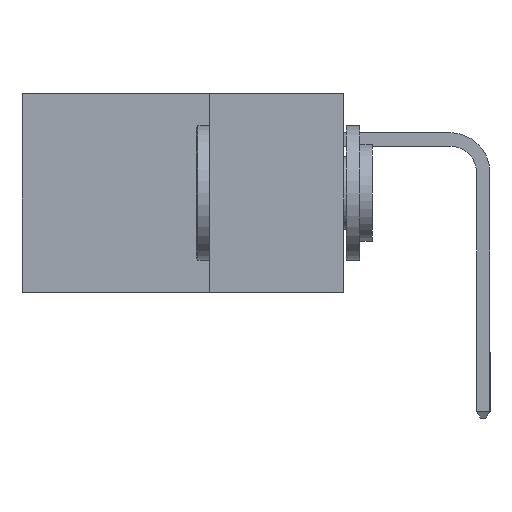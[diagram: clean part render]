
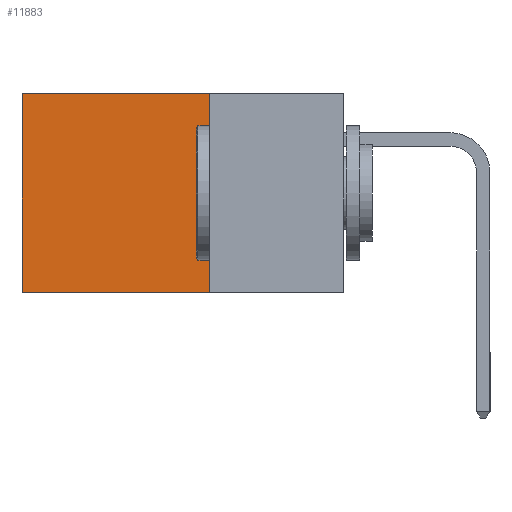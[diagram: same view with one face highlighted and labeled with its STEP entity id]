
A CAD part, left-side view. The second image highlights one B-rep face of the part: STEP entity #11883.
In plain terms, the highlighted planar face has unit normal (-1, 0, 0).
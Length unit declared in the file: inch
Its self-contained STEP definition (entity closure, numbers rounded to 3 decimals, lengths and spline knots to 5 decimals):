
#620 = CARTESIAN_POINT ( 'NONE',  ( 0.2615, 0.6, -0.37 ) ) ;
#1232 = DIRECTION ( 'NONE',  ( 0., 1., 0. ) ) ;
#1749 = VECTOR ( 'NONE', #10006, 39.37008 ) ;
#2175 = VECTOR ( 'NONE', #1232, 39.37008 ) ;
#2426 = VERTEX_POINT ( 'NONE', #4712 ) ;
#2804 = VERTEX_POINT ( 'NONE', #9359 ) ;
#2831 = DIRECTION ( 'NONE',  ( 0., 0., -1. ) ) ;
#2916 = VERTEX_POINT ( 'NONE', #11970 ) ;
#3064 = ORIENTED_EDGE ( 'NONE', *, *, #9824, .T. ) ;
#3323 = EDGE_CURVE ( 'NONE', #10565, #2804, #11680, .T. ) ;
#3603 = VECTOR ( 'NONE', #13390, 39.37008 ) ;
#3608 = LINE ( 'NONE', #11198, #1749 ) ;
#3881 = CARTESIAN_POINT ( 'NONE',  ( 0.2615, 0.25, -0.37 ) ) ;
#4712 = CARTESIAN_POINT ( 'NONE',  ( 0.2615, 0.25, 0. ) ) ;
#4851 = EDGE_CURVE ( 'NONE', #2916, #2804, #10901, .T. ) ;
#4912 = ORIENTED_EDGE ( 'NONE', *, *, #3323, .F. ) ;
#7349 = FACE_OUTER_BOUND ( 'NONE', #8703, .T. ) ;
#7351 = VECTOR ( 'NONE', #7867, 39.37008 ) ;
#7867 = DIRECTION ( 'NONE',  ( 0., 0., -1. ) ) ;
#8703 = EDGE_LOOP ( 'NONE', ( #9344, #4912, #13781, #3064 ) ) ;
#9289 = CARTESIAN_POINT ( 'NONE',  ( 0.2615, 0.25, -0.37 ) ) ;
#9343 = CARTESIAN_POINT ( 'NONE',  ( 0.2615, 0.25, -0.37 ) ) ;
#9344 = ORIENTED_EDGE ( 'NONE', *, *, #4851, .T. ) ;
#9359 = CARTESIAN_POINT ( 'NONE',  ( 0.2615, 0.6, -0.37 ) ) ;
#9824 = EDGE_CURVE ( 'NONE', #2426, #2916, #3608, .T. ) ;
#10006 = DIRECTION ( 'NONE',  ( 0., 1., 0. ) ) ;
#10565 = VERTEX_POINT ( 'NONE', #9289 ) ;
#10901 = LINE ( 'NONE', #620, #3603 ) ;
#11198 = CARTESIAN_POINT ( 'NONE',  ( 0.2615, 0.25, 0. ) ) ;
#11680 = LINE ( 'NONE', #9343, #2175 ) ;
#11883 = ADVANCED_FACE ( 'NONE', ( #7349 ), #12122, .F. ) ;
#11970 = CARTESIAN_POINT ( 'NONE',  ( 0.2615, 0.6, 0. ) ) ;
#12122 = PLANE ( 'NONE',  #13064 ) ;
#13064 = AXIS2_PLACEMENT_3D ( 'NONE', #3881, #14093, #2831 ) ;
#13200 = CARTESIAN_POINT ( 'NONE',  ( 0.2615, 0.25, -0.37 ) ) ;
#13390 = DIRECTION ( 'NONE',  ( 0., 0., -1. ) ) ;
#13568 = LINE ( 'NONE', #13200, #7351 ) ;
#13781 = ORIENTED_EDGE ( 'NONE', *, *, #14452, .F. ) ;
#14093 = DIRECTION ( 'NONE',  ( 1., 0., 0. ) ) ;
#14452 = EDGE_CURVE ( 'NONE', #2426, #10565, #13568, .T. ) ;
